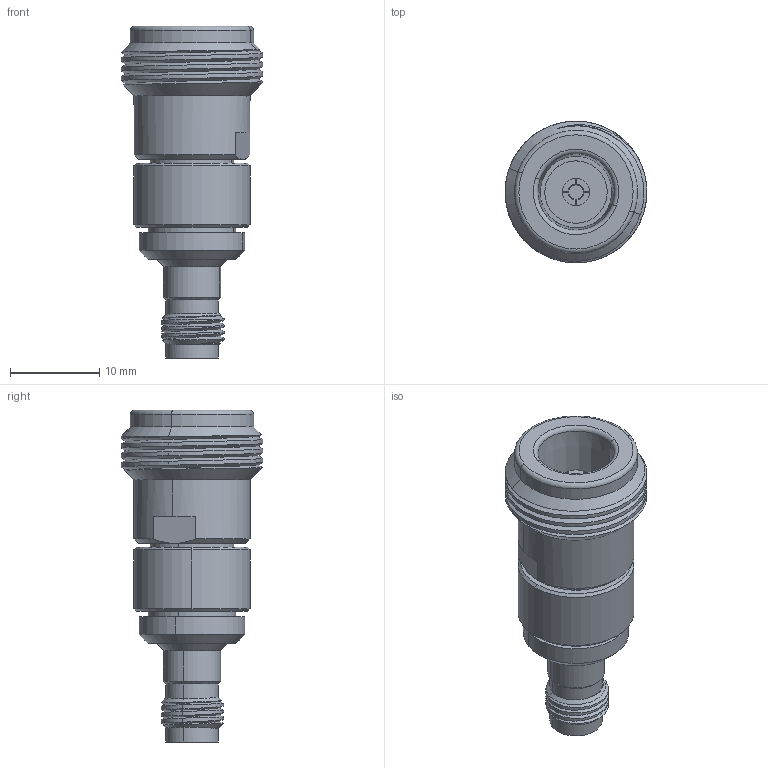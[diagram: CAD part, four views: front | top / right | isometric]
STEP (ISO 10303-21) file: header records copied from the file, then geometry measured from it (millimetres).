
FILE_DESCRIPTION (( 'STEP AP214' ), '1' );
FILE_NAME ('CT-NFVF-LN1.STEP', '2025-01-16T20:19:42', ( '' ), ( '' ), 'SwSTEP 2.0', 'SolidWorks 2021', '' );
FILE_SCHEMA (( 'AUTOMOTIVE_DESIGN' ));
Length unit declared in the file: inch
Products named in the file (1): CT-NFVF-LN1
Bounding box: 15.88 x 15.88 x 37.19 mm (x, y, z)
Volume: 3325.1 mm3; surface area: 2533.2 mm2
Topology: 2 solids, 3 shells, 174 faces, 426 edges, 271 vertices
Faces by surface type: cylinder 67, plane 54, cone 45, torus 4, bspline 4
Entity records: 10472 total; most frequent: CARTESIAN_POINT 4151, DIRECTION 871, ORIENTED_EDGE 848, EDGE_CURVE 424, AXIS2_PLACEMENT_3D 354, VERTEX_POINT 271, EDGE_LOOP 191, CIRCLE 183
